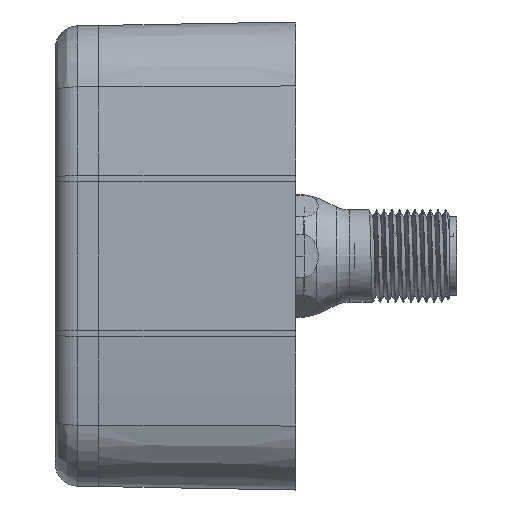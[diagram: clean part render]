
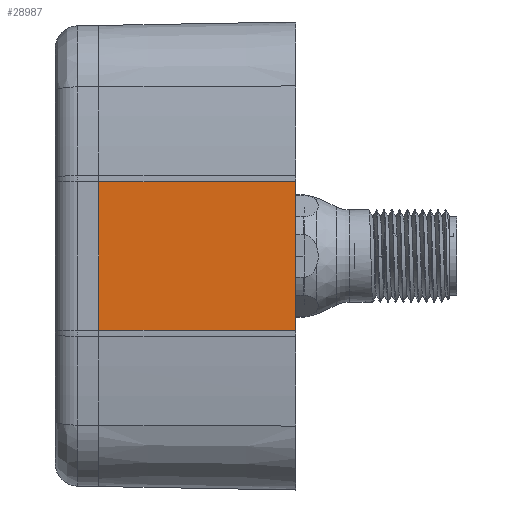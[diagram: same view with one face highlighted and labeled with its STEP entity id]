
A CAD part, left-side view. The second image highlights one B-rep face of the part: STEP entity #28987.
In plain terms, the highlighted planar face has unit normal (-1, 0.018, 0).
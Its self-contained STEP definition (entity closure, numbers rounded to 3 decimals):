
#5172=DIRECTION('',(0.,0.,-1.));
#5173=VECTOR('',#5172,19.399);
#5174=CARTESIAN_POINT('',(-169.947,-19.,9.699));
#5175=LINE('',#5174,#5173);
#5518=CARTESIAN_POINT('',(-169.5,6.6,-9.682));
#5519=CARTESIAN_POINT('',(-169.534,4.642,
-9.683));
#5520=CARTESIAN_POINT('',(-169.604,0.662,
-9.686));
#5521=CARTESIAN_POINT('',(-169.71,-5.428,
-9.69));
#5522=CARTESIAN_POINT('',(-169.822,-11.847,
-9.695));
#5523=CARTESIAN_POINT('',(-169.904,-16.556,
-9.698));
#5524=CARTESIAN_POINT('',(-169.947,-19.,-9.699));
#5526=CARTESIAN_POINT('',(-169.5,6.6,9.682));
#5527=CARTESIAN_POINT('',(-169.534,4.642,9.683));
#5528=CARTESIAN_POINT('',(-169.604,0.662,
9.686));
#5529=CARTESIAN_POINT('',(-169.71,-5.428,
9.69));
#5530=CARTESIAN_POINT('',(-169.822,-11.847,
9.695));
#5531=CARTESIAN_POINT('',(-169.904,-16.556,
9.698));
#5532=CARTESIAN_POINT('',(-169.947,-19.,9.699));
#5572=DIRECTION('',(0.,0.,1.));
#5573=VECTOR('',#5572,19.364);
#5574=CARTESIAN_POINT('',(-169.5,6.6,-9.682));
#5575=LINE('',#5574,#5573);
#20863=VERTEX_POINT('',#5518);
#20864=VERTEX_POINT('',#5524);
#20870=CARTESIAN_POINT('',(-169.947,-19.,9.699));
#20871=VERTEX_POINT('',#20870);
#21313=VERTEX_POINT('',#5526);
#28974=CARTESIAN_POINT('',(-169.5,6.6,-11.416));
#28975=DIRECTION('',(-1.,0.017,0.));
#28976=DIRECTION('',(0.,0.,1.));
#28977=AXIS2_PLACEMENT_3D('',#28974,#28975,#28976);
#28978=PLANE('',#28977);
#28980=ORIENTED_EDGE('',*,*,#28979,.F.);
#28982=ORIENTED_EDGE('',*,*,#28981,.T.);
#28983=ORIENTED_EDGE('',*,*,#28966,.T.);
#28984=ORIENTED_EDGE('',*,*,#28533,.T.);
#28985=EDGE_LOOP('',(#28980,#28982,#28983,#28984));
#28986=FACE_OUTER_BOUND('',#28985,.F.);
#5525=B_SPLINE_CURVE_WITH_KNOTS('',3,(#5518,#5519,#5520,#5521,#5522,#5523,
#5524),.UNSPECIFIED.,.F.,.F.,(4,1,1,1,4),(0.,0.25,0.5,0.75,1.),
.UNSPECIFIED.);
#5533=B_SPLINE_CURVE_WITH_KNOTS('',3,(#5526,#5527,#5528,#5529,#5530,#5531,
#5532),.UNSPECIFIED.,.F.,.F.,(4,1,1,1,4),(0.,0.25,0.5,0.75,1.),
.UNSPECIFIED.);
#28533=EDGE_CURVE('',#20871,#20864,#5175,.T.);
#28966=EDGE_CURVE('',#21313,#20871,#5533,.T.);
#28979=EDGE_CURVE('',#20863,#20864,#5525,.T.);
#28981=EDGE_CURVE('',#20863,#21313,#5575,.T.);
#28987=ADVANCED_FACE('',(#28986),#28978,.T.);
